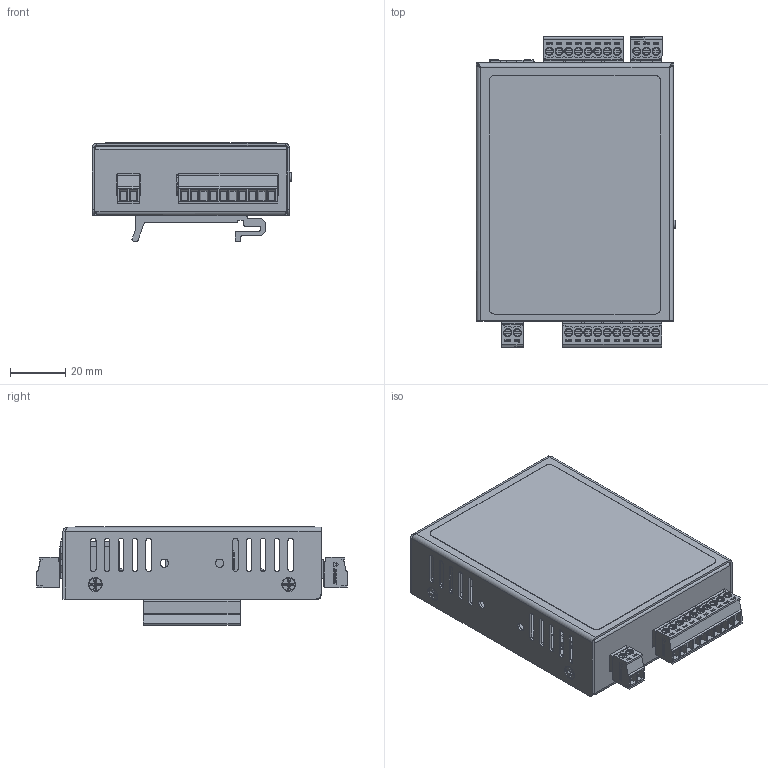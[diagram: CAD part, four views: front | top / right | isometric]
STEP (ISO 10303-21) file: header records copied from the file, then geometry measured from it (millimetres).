
FILE_DESCRIPTION(('STEP AP214'), '1');
FILE_NAME('陏挭.424339.001 - SNR-ERD-4S', '', ('UNSPECIFIED'), ('UNSPECIFIED'), 'ASCON STEP Converter 1.6', 'ASCON Math Kernel', '');
FILE_SCHEMA(('AUTOMOTIVE_DESIGN { 1 0 10303 214 3 1 1}'));
Length unit declared in the file: millimetre
Products named in the file (30): РГСД.424339.001-02; РГСД.424339.004; Board; Open CASCADE STEP translator 6.8 1.1.1; SB1; User_Library-SWT6-R6K; X5; User_Library-15EDGRC-3_5-2; X1; X7; X6; User_Library-HFJ11-1G01ER; X2; 15EDGK-3_5-05P-1Y-00AH; РГСД.745535.005-03; РГСД.745512.003-01; РГСД.741121.022
Assembly tree (50 placements, depth 4):
  РГСД.424339.001-02
    (unnamed)  x6
    РГСД.424339.004
      Board
        Open CASCADE STEP translator 6.8 1.1.1
      SB1
        User_Library-SWT6-R6K
      X5
        User_Library-15EDGRC-3_5-2  x4
      X1
        User_Library-15EDGRC-3_5-2  x2
      X7
        User_Library-15EDGRC-3_5-2
      X6
        User_Library-HFJ11-1G01ER
      X2
        User_Library-15EDGRC-3_5-2  x5
      15EDGK-3_5-05P-1Y-00AH
      (unnamed)
      (unnamed)
      15EDGK-3_5-05P-1Y-00AH
    (unnamed)  x3
      (unnamed)
      (unnamed)
      (unnamed)
    (unnamed)
    (unnamed)
      РГСД.745535.005-03
      РГСД.745512.003-01
      (unnamed)  x3
      РГСД.741121.022
    (unnamed)
    (unnamed)  x2
Bounding box: 72.22 x 112.52 x 35.7 mm (x, y, z)
Volume: 49256.2 mm3; surface area: 99517.5 mm2
Topology: 77 solids, 93 shells, 6424 faces, 17114 edges, 11175 vertices
Faces by surface type: plane 5216, cylinder 897, torus 126, bspline 120, cone 58, sphere 7
Full cylindrical faces by diameter (mm): 0.4 x10, 0.7 x2, 0.8 x4, 0.89 x10, 0.9 x57, 1 x8, 1.02 x4, 1.3 x5, 1.4 x25, 1.6 x2, 2 x23, 2.4 x4, 2.459 x3, 2.87 x15, 2.95 x46, 3 x21, 3.2 x2, 3.4 x3, 3.5 x4, 3.7 x4, 4 x4, 4.2 x3, 5.308 x9, 5.41 x9, 5.6 x3, 6 x3
Entity records: 208464 total; most frequent: CARTESIAN_POINT 52692, ORIENTED_EDGE 24885, DIRECTION 22648, EDGE_CURVE 12457, LINE 10352, VECTOR 10352, VERTEX_POINT 8409, AXIS2_PLACEMENT_3D 6148
